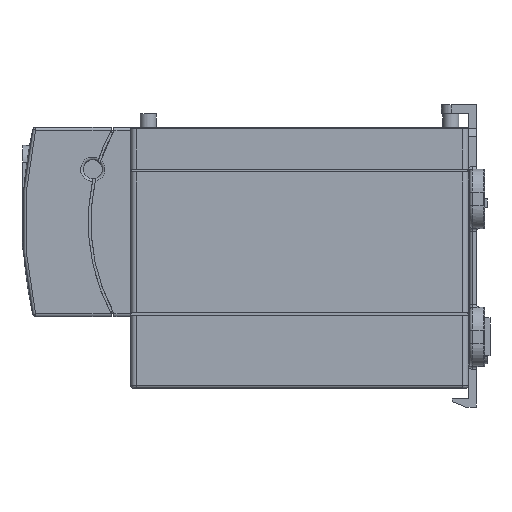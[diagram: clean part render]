
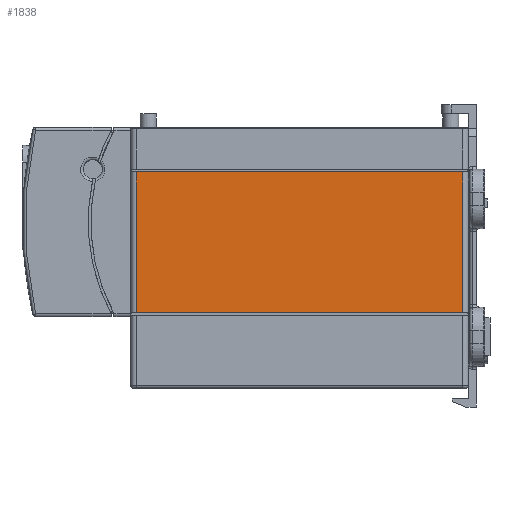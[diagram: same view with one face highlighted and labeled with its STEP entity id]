
A CAD part, left-side view. The second image highlights one B-rep face of the part: STEP entity #1838.
In plain terms, the highlighted planar face has unit normal (-1, 0, 0).
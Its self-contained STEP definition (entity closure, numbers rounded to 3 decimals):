
#1838=ADVANCED_FACE('',(#3356),#2696,.F.);
#2696=PLANE('',#17204);
#3356=FACE_OUTER_BOUND('',#4331,.T.);
#4331=EDGE_LOOP('',(#6571,#6572,#6573,#6574));
#6571=ORIENTED_EDGE('',*,*,#12087,.F.);
#6572=ORIENTED_EDGE('',*,*,#12088,.T.);
#6573=ORIENTED_EDGE('',*,*,#12089,.F.);
#6574=ORIENTED_EDGE('',*,*,#12090,.T.);
#10299=VERTEX_POINT('',#25107);
#10300=VERTEX_POINT('',#25108);
#10301=VERTEX_POINT('',#25110);
#10302=VERTEX_POINT('',#25112);
#12087=EDGE_CURVE('',#10299,#10300,#14218,.T.);
#12088=EDGE_CURVE('',#10299,#10301,#14219,.T.);
#12089=EDGE_CURVE('',#10302,#10301,#14220,.T.);
#12090=EDGE_CURVE('',#10302,#10300,#14221,.T.);
#14218=LINE('',#25106,#15729);
#14219=LINE('',#25109,#15730);
#14220=LINE('',#25111,#15731);
#14221=LINE('',#25113,#15732);
#15729=VECTOR('',#19904,1.);
#15730=VECTOR('',#19905,1.);
#15731=VECTOR('',#19906,1.);
#15732=VECTOR('',#19907,1.);
#17204=AXIS2_PLACEMENT_3D('',#25114,#19908,#19909);
#19904=DIRECTION('',(0.,-1.,0.));
#19905=DIRECTION('',(0.,0.,-1.));
#19906=DIRECTION('',(0.,1.,0.));
#19907=DIRECTION('',(0.,0.,1.));
#19908=DIRECTION('',(1.,0.,0.));
#19909=DIRECTION('',(0.,1.,0.));
#25106=CARTESIAN_POINT('',(-62.5,62.5,80.));
#25107=CARTESIAN_POINT('',(-62.5,60.5,80.));
#25108=CARTESIAN_POINT('',(-62.5,-60.5,80.));
#25109=CARTESIAN_POINT('',(-62.5,60.5,96.5));
#25110=CARTESIAN_POINT('',(-62.5,60.5,28.));
#25111=CARTESIAN_POINT('',(-62.5,-66.5,28.));
#25112=CARTESIAN_POINT('',(-62.5,-60.5,28.));
#25113=CARTESIAN_POINT('',(-62.5,-60.5,96.5));
#25114=CARTESIAN_POINT('',(-62.5,62.5,96.5));
